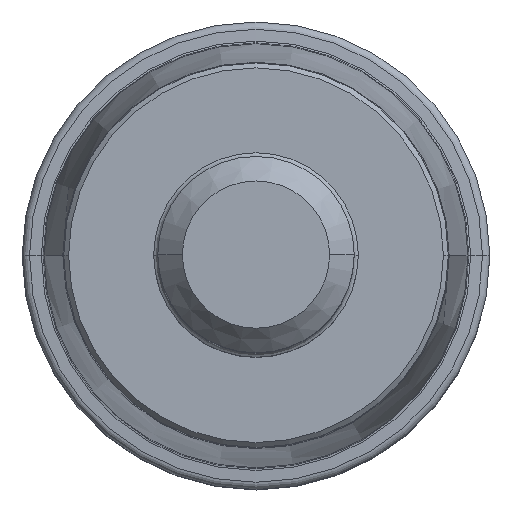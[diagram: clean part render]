
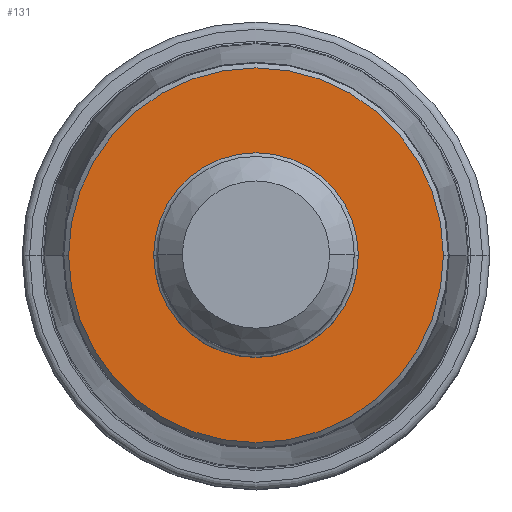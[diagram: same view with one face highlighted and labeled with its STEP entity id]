
A CAD part, top view. The second image highlights one B-rep face of the part: STEP entity #131.
In plain terms, the highlighted planar face has unit normal (0, 0, 1).
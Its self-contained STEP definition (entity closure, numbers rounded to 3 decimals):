
#43=PLANE('',#1432);
#48=FACE_BOUND('',#320,.T.);
#49=FACE_BOUND('',#321,.T.);
#131=ADVANCED_FACE('',(#48,#49),#43,.F.);
#320=EDGE_LOOP('',(#504,#505));
#321=EDGE_LOOP('',(#506,#507));
#504=ORIENTED_EDGE('',*,*,#852,.T.);
#505=ORIENTED_EDGE('',*,*,#853,.T.);
#506=ORIENTED_EDGE('',*,*,#854,.T.);
#507=ORIENTED_EDGE('',*,*,#855,.T.);
#732=VERTEX_POINT('',#2256);
#733=VERTEX_POINT('',#2257);
#734=VERTEX_POINT('',#2260);
#735=VERTEX_POINT('',#2261);
#852=EDGE_CURVE('',#732,#733,#1012,.T.);
#853=EDGE_CURVE('',#733,#732,#1013,.T.);
#854=EDGE_CURVE('',#734,#735,#1014,.T.);
#855=EDGE_CURVE('',#735,#734,#1015,.T.);
#1012=CIRCLE('',#1428,11.45);
#1013=CIRCLE('',#1429,11.45);
#1014=CIRCLE('',#1430,6.15);
#1015=CIRCLE('',#1431,6.15);
#1428=AXIS2_PLACEMENT_3D('',#2255,#1769,#1770);
#1429=AXIS2_PLACEMENT_3D('',#2258,#1771,#1772);
#1430=AXIS2_PLACEMENT_3D('',#2259,#1773,#1774);
#1431=AXIS2_PLACEMENT_3D('',#2262,#1775,#1776);
#1432=AXIS2_PLACEMENT_3D('',#2263,#1777,#1778);
#1769=DIRECTION('',(0.,0.,1.));
#1770=DIRECTION('',(-1.,0.,0.));
#1771=DIRECTION('',(0.,0.,1.));
#1772=DIRECTION('',(1.,0.,0.));
#1773=DIRECTION('',(0.,0.,-1.));
#1774=DIRECTION('',(1.,0.,0.));
#1775=DIRECTION('',(0.,0.,-1.));
#1776=DIRECTION('',(-1.,0.,0.));
#1777=DIRECTION('',(0.,0.,-1.));
#1778=DIRECTION('',(1.,0.,0.));
#2255=CARTESIAN_POINT('',(0.,0.,0.));
#2256=CARTESIAN_POINT('',(-11.45,0.,0.));
#2257=CARTESIAN_POINT('',(11.45,0.,0.));
#2258=CARTESIAN_POINT('',(0.,0.,0.));
#2259=CARTESIAN_POINT('',(0.,0.,0.));
#2260=CARTESIAN_POINT('',(6.15,0.,0.));
#2261=CARTESIAN_POINT('',(-6.15,0.,0.));
#2262=CARTESIAN_POINT('',(0.,0.,0.));
#2263=CARTESIAN_POINT('',(0.,0.,0.));
